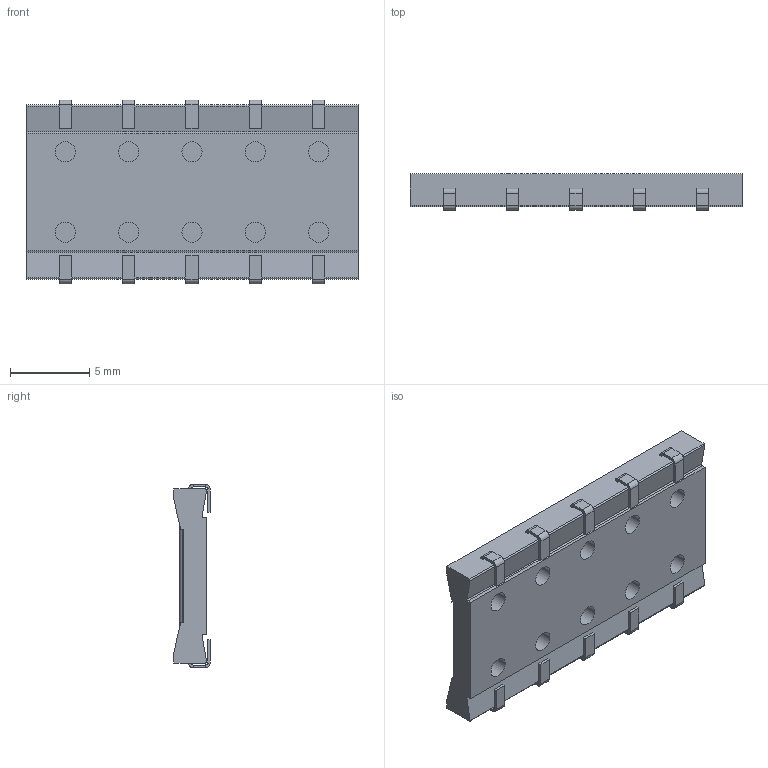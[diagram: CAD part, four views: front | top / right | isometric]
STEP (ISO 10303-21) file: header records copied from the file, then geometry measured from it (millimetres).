
FILE_DESCRIPTION((''),'2;1');
FILE_NAME('70ADJ-5-FL0','2021-06-16T15:36:11',('RICKB'),('Bourns, Inc.'),'CREO PARAMETRIC BY PTC INC, 2018050','CREO PARAMETRIC BY PTC INC, 2018050','');
FILE_SCHEMA(('AUTOMOTIVE_DESIGN { 1 0 10303 214 1 1 1 1 }'));
Length unit declared in the file: inch
Products named in the file (1): 70ADJ-5-FL0
Bounding box: 20.98 x 2.29 x 11.61 mm (x, y, z)
Volume: 368.8 mm3; surface area: 727 mm2
Topology: 1 solids, 11 shells, 351 faces, 792 edges, 488 vertices
Faces by surface type: plane 249, cylinder 102
Entity records: 14095 total; most frequent: CARTESIAN_POINT 1779, DIRECTION 1662, ORIENTED_EDGE 1584, PRESENTATION_STYLE_ASSIGNMENT 958, STYLED_ITEM 793, CURVE_STYLE 792, EDGE_CURVE 792, AXIS2_PLACEMENT_3D 567
